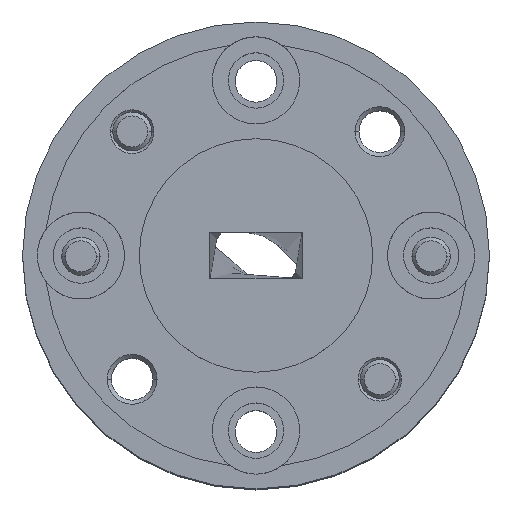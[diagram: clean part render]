
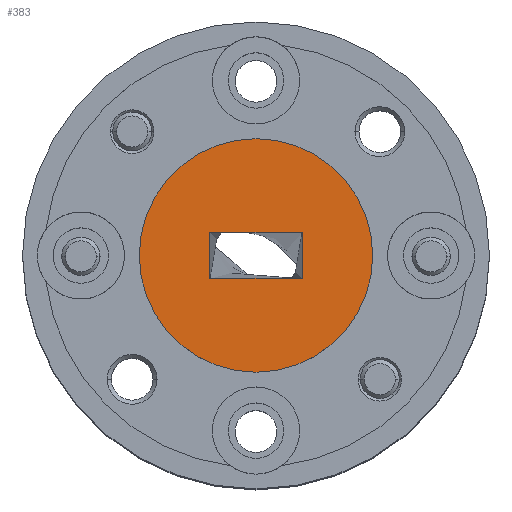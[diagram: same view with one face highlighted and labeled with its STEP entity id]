
A CAD part, top view. The second image highlights one B-rep face of the part: STEP entity #383.
In plain terms, the highlighted planar face has unit normal (0, 0, 1).
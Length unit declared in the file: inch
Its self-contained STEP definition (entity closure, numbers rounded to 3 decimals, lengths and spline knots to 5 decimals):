
#207 = CARTESIAN_POINT ( 'NONE',  ( 3.87453, 0.04199, 0.74958 ) ) ;
#208 = VECTOR ( 'NONE', #5759, 39.37008 ) ;
#234 = LINE ( 'NONE', #207, #3755 ) ;
#239 = CARTESIAN_POINT ( 'NONE',  ( 3.72653, 0.04199, 0.74958 ) ) ;
#263 = EDGE_CURVE ( 'NONE', #3781, #537, #234, .T. ) ;
#308 = CARTESIAN_POINT ( 'NONE',  ( 3.72653, -0.03201, 0.74958 ) ) ;
#383 = ADVANCED_FACE ( 'NONE', ( #5452, #5529 ), #4482, .T. ) ;
#537 = VERTEX_POINT ( 'NONE', #2351 ) ;
#629 = EDGE_CURVE ( 'NONE', #3318, #702, #3238, .T. ) ;
#702 = VERTEX_POINT ( 'NONE', #1809 ) ;
#742 = VERTEX_POINT ( 'NONE', #308 ) ;
#798 = EDGE_LOOP ( 'NONE', ( #5884, #3438 ) ) ;
#825 = DIRECTION ( 'NONE',  ( 1., 0., 0. ) ) ;
#1224 = DIRECTION ( 'NONE',  ( 0., 0., 1. ) ) ;
#1321 = AXIS2_PLACEMENT_3D ( 'NONE', #3748, #4729, #5717 ) ;
#1348 = VECTOR ( 'NONE', #5753, 39.37008 ) ;
#1379 = VECTOR ( 'NONE', #2567, 39.37008 ) ;
#1809 = CARTESIAN_POINT ( 'NONE',  ( 3.61303, 0.00499, 0.74958 ) ) ;
#2043 = EDGE_CURVE ( 'NONE', #537, #6497, #4211, .T. ) ;
#2222 = ORIENTED_EDGE ( 'NONE', *, *, #263, .F. ) ;
#2316 = CARTESIAN_POINT ( 'NONE',  ( 3.80053, 0.00499, 0.74958 ) ) ;
#2351 = CARTESIAN_POINT ( 'NONE',  ( 3.87453, 0.04199, 0.74958 ) ) ;
#2567 = DIRECTION ( 'NONE',  ( 1., 0., 0. ) ) ;
#2575 = EDGE_CURVE ( 'NONE', #702, #3318, #5832, .T. ) ;
#2684 = DIRECTION ( 'NONE',  ( 1., 0., 0. ) ) ;
#2818 = CARTESIAN_POINT ( 'NONE',  ( 3.87453, -0.03201, 0.74958 ) ) ;
#3238 = CIRCLE ( 'NONE', #1321, 0.1875 ) ;
#3265 = DIRECTION ( 'NONE',  ( 0., 1., 0. ) ) ;
#3308 = ORIENTED_EDGE ( 'NONE', *, *, #3868, .F. ) ;
#3318 = VERTEX_POINT ( 'NONE', #5038 ) ;
#3438 = ORIENTED_EDGE ( 'NONE', *, *, #2575, .T. ) ;
#3539 = AXIS2_PLACEMENT_3D ( 'NONE', #4770, #1224, #2684 ) ;
#3575 = LINE ( 'NONE', #5714, #1379 ) ;
#3689 = ORIENTED_EDGE ( 'NONE', *, *, #4648, .F. ) ;
#3723 = CARTESIAN_POINT ( 'NONE',  ( 3.72653, 0.04199, 0.74958 ) ) ;
#3727 = LINE ( 'NONE', #4676, #208 ) ;
#3748 = CARTESIAN_POINT ( 'NONE',  ( 3.80053, 0.00499, 0.74958 ) ) ;
#3755 = VECTOR ( 'NONE', #3265, 39.37008 ) ;
#3781 = VERTEX_POINT ( 'NONE', #2818 ) ;
#3803 = DIRECTION ( 'NONE',  ( 0., 0., 1. ) ) ;
#3868 = EDGE_CURVE ( 'NONE', #6497, #742, #3727, .T. ) ;
#4211 = LINE ( 'NONE', #3723, #1348 ) ;
#4482 = PLANE ( 'NONE',  #3539 ) ;
#4540 = AXIS2_PLACEMENT_3D ( 'NONE', #2316, #3803, #825 ) ;
#4610 = ORIENTED_EDGE ( 'NONE', *, *, #2043, .F. ) ;
#4648 = EDGE_CURVE ( 'NONE', #742, #3781, #3575, .T. ) ;
#4676 = CARTESIAN_POINT ( 'NONE',  ( 3.72653, 0.04199, 0.74958 ) ) ;
#4729 = DIRECTION ( 'NONE',  ( 0., 0., 1. ) ) ;
#4770 = CARTESIAN_POINT ( 'NONE',  ( 3.80053, 0.00499, 0.74958 ) ) ;
#5038 = CARTESIAN_POINT ( 'NONE',  ( 3.98803, 0.00499, 0.74958 ) ) ;
#5452 = FACE_BOUND ( 'NONE', #6595, .T. ) ;
#5529 = FACE_OUTER_BOUND ( 'NONE', #798, .T. ) ;
#5714 = CARTESIAN_POINT ( 'NONE',  ( 3.72653, -0.03201, 0.74958 ) ) ;
#5717 = DIRECTION ( 'NONE',  ( 1., 0., 0. ) ) ;
#5753 = DIRECTION ( 'NONE',  ( -1., 0., 0. ) ) ;
#5759 = DIRECTION ( 'NONE',  ( 0., -1., 0. ) ) ;
#5832 = CIRCLE ( 'NONE', #4540, 0.1875 ) ;
#5884 = ORIENTED_EDGE ( 'NONE', *, *, #629, .T. ) ;
#6497 = VERTEX_POINT ( 'NONE', #239 ) ;
#6595 = EDGE_LOOP ( 'NONE', ( #2222, #3689, #3308, #4610 ) ) ;
